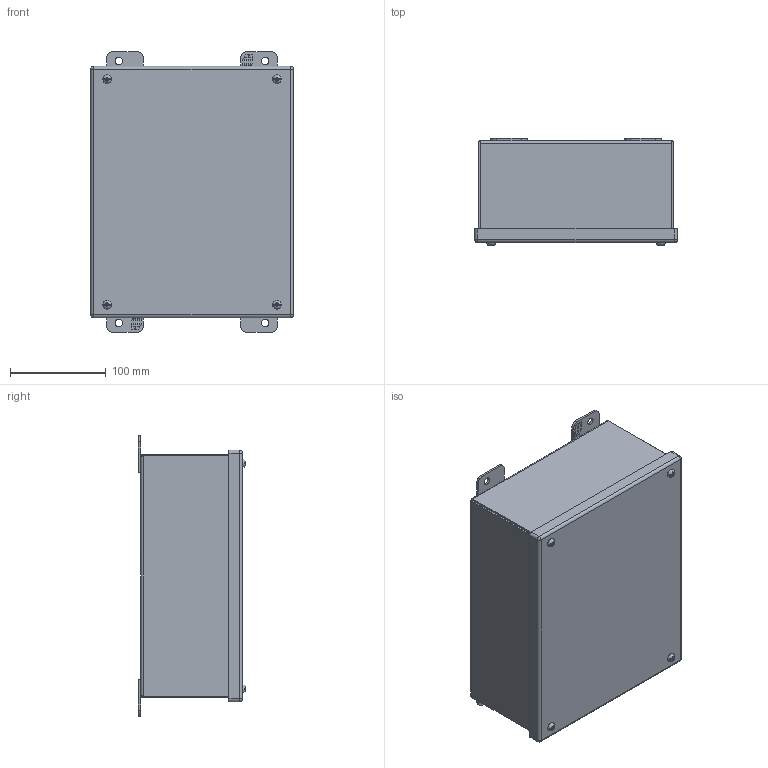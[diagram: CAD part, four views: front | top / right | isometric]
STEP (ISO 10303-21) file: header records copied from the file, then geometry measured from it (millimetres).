
FILE_DESCRIPTION (( 'STEP AP214' ), '1' );
FILE_NAME ('1414SCI.STEP', '2019-10-16T16:33:35', ( '' ), ( '' ), 'SwSTEP 2.0', 'SolidWorks 2019', '' );
FILE_SCHEMA (( 'AUTOMOTIVE_DESIGN' ));
Length unit declared in the file: inch
Products named in the file (1): 1414SCI
Bounding box: 211.12 x 111.62 x 292.1 mm (x, y, z)
Volume: 555674.2 mm3; surface area: 571164.4 mm2
Topology: 26 solids, 26 shells, 638 faces, 1573 edges, 1009 vertices
Faces by surface type: plane 442, cylinder 136, cone 24, bspline 24, sphere 8, torus 4
Full cylindrical faces by diameter (mm): 3.759 x4, 3.967 x5, 4.039 x4, 4.775 x1, 4.826 x4, 6.35 x1, 6.731 x4, 6.985 x4, 7.925 x4, 9.525 x5, 9.906 x4
Entity records: 28324 total; most frequent: CARTESIAN_POINT 5553, ORIENTED_EDGE 2934, DIRECTION 2872, EDGE_CURVE 1467, VECTOR 1076, LINE 1076, VERTEX_POINT 983, AXIS2_PLACEMENT_3D 898
